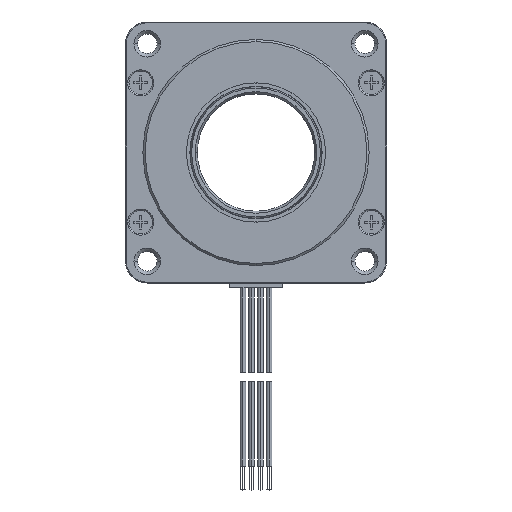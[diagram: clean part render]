
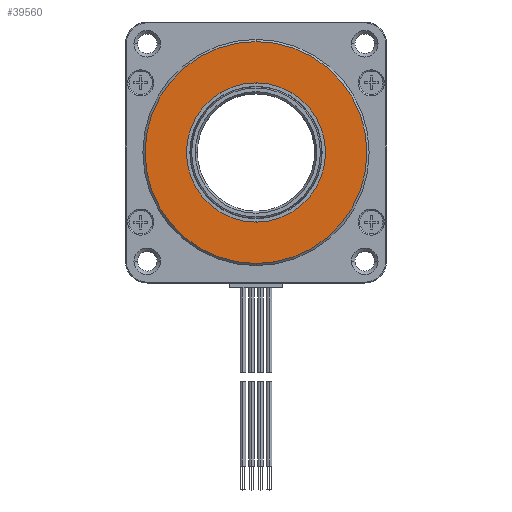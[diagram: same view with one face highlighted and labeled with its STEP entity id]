
A CAD part, top view. The second image highlights one B-rep face of the part: STEP entity #39560.
In plain terms, the highlighted planar face has unit normal (0, 0, 1).
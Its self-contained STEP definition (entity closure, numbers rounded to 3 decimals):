
#37138=CARTESIAN_POINT('',(0.,0.,0.9));
#37139=DIRECTION('',(0.,0.,1.));
#37140=DIRECTION('',(0.,1.,0.));
#37141=AXIS2_PLACEMENT_3D('',#37138,#37139,#37140);
#37143=CARTESIAN_POINT('',(0.,0.,0.9));
#37144=DIRECTION('',(0.,0.,1.));
#37145=DIRECTION('',(0.,-1.,0.));
#37146=AXIS2_PLACEMENT_3D('',#37143,#37144,#37145);
#37148=CARTESIAN_POINT('',(0.,0.,0.9));
#37149=DIRECTION('',(0.,0.,1.));
#37150=DIRECTION('',(0.,1.,0.));
#37151=AXIS2_PLACEMENT_3D('',#37148,#37149,#37150);
#37153=CARTESIAN_POINT('',(0.,0.,0.9));
#37154=DIRECTION('',(0.,0.,1.));
#37155=DIRECTION('',(0.,-1.,0.));
#37156=AXIS2_PLACEMENT_3D('',#37153,#37154,#37155);
#38384=CARTESIAN_POINT('',(0.,16.,0.9));
#38385=CARTESIAN_POINT('',(0.,-16.,0.9));
#38386=VERTEX_POINT('',#38384);
#38387=VERTEX_POINT('',#38385);
#38580=CARTESIAN_POINT('',(0.,25.5,0.9));
#38581=CARTESIAN_POINT('',(0.,-25.5,0.9));
#38582=VERTEX_POINT('',#38580);
#38583=VERTEX_POINT('',#38581);
#39545=CARTESIAN_POINT('',(0.,0.,0.9));
#39546=DIRECTION('',(0.,0.,1.));
#39547=DIRECTION('',(1.,0.,0.));
#39548=AXIS2_PLACEMENT_3D('',#39545,#39546,#39547);
#39549=PLANE('',#39548);
#39551=ORIENTED_EDGE('',*,*,#39550,.F.);
#39553=ORIENTED_EDGE('',*,*,#39552,.F.);
#39554=EDGE_LOOP('',(#39551,#39553));
#39555=FACE_OUTER_BOUND('',#39554,.F.);
#39556=ORIENTED_EDGE('',*,*,#39525,.T.);
#39557=ORIENTED_EDGE('',*,*,#39539,.T.);
#39558=EDGE_LOOP('',(#39556,#39557));
#39559=FACE_BOUND('',#39558,.F.);
#39560=ADVANCED_FACE('',(#39555,#39559),#39549,.T.);
#37142=CIRCLE('',#37141,16.);
#37147=CIRCLE('',#37146,16.);
#37152=CIRCLE('',#37151,25.5);
#37157=CIRCLE('',#37156,25.5);
#39525=EDGE_CURVE('',#38386,#38387,#37142,.T.);
#39539=EDGE_CURVE('',#38387,#38386,#37147,.T.);
#39550=EDGE_CURVE('',#38582,#38583,#37152,.T.);
#39552=EDGE_CURVE('',#38583,#38582,#37157,.T.);
